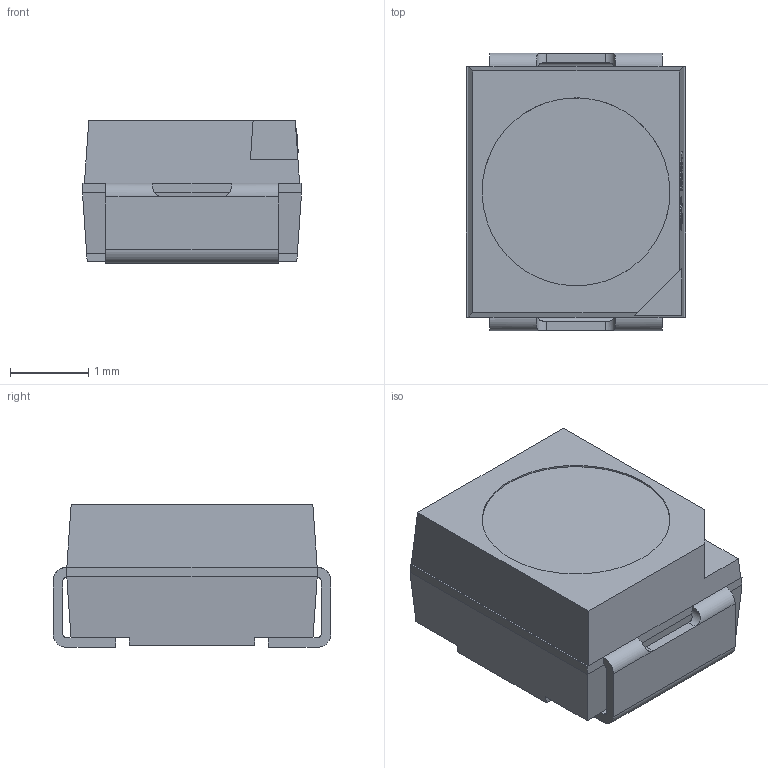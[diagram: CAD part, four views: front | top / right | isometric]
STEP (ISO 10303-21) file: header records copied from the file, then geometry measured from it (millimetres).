
FILE_DESCRIPTION (( 'STEP AP214' ), '1' );
FILE_NAME ('LED-SMD_L3.5-W2.8_TVSG-AXBZ-2J8L-1-20-R18-Z.STEP', '2024-05-28T11:22:07', ( '' ), ( '' ), 'SwSTEP 2.0', 'SolidWorks 2020', '' );
FILE_SCHEMA (( 'AUTOMOTIVE_DESIGN' ));
Length unit declared in the file: millimetre
Products named in the file (1): LED-SMD_L3.5-W2.8_TVSG-AXBZ-2J8L-1-20-R18-Z
Bounding box: 2.8 x 3.55 x 1.82 mm (x, y, z)
Volume: 15.7 mm3; surface area: 48 mm2
Topology: 14 solids, 14 shells, 296 faces, 789 edges, 514 vertices
Faces by surface type: plane 180, bspline 100, cylinder 16
Entity records: 13476 total; most frequent: CARTESIAN_POINT 3364, ORIENTED_EDGE 1578, DIRECTION 995, EDGE_CURVE 789, VECTOR 553, LINE 553, VERTEX_POINT 514, UNCERTAINTY_MEASURE_WITH_UNIT 312
